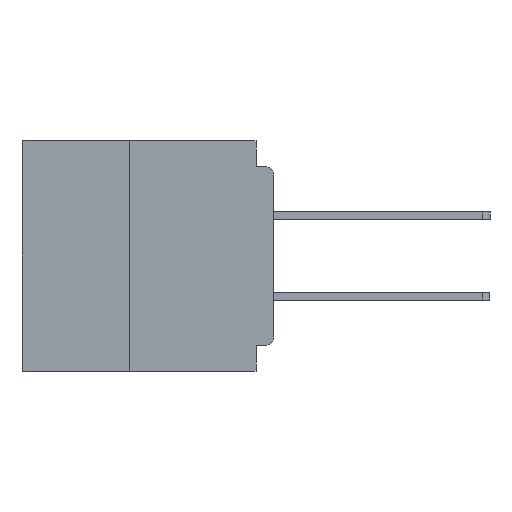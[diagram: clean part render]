
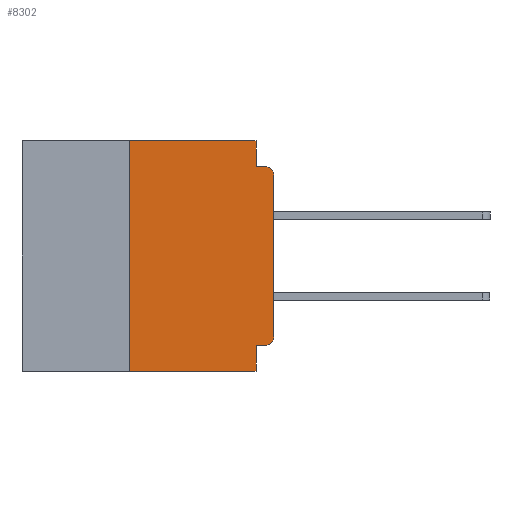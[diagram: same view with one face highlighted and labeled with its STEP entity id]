
A CAD part, left-side view. The second image highlights one B-rep face of the part: STEP entity #8302.
In plain terms, the highlighted planar face has unit normal (-1, 0, 0).
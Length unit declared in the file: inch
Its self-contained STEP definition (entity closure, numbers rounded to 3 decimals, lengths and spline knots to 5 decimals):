
#97 = EDGE_CURVE ( 'NONE', #17614, #46356, #39292, .T. ) ;
#174 = LINE ( 'NONE', #10193, #42885 ) ;
#314 = AXIS2_PLACEMENT_3D ( 'NONE', #21966, #50645, #26142 ) ;
#923 = LINE ( 'NONE', #5636, #43606 ) ;
#1562 = DIRECTION ( 'NONE',  ( 0., -1., 0. ) ) ;
#2938 = CARTESIAN_POINT ( 'NONE',  ( 0., 0.031, -0.355 ) ) ;
#3688 = ORIENTED_EDGE ( 'NONE', *, *, #48056, .F. ) ;
#4286 = LINE ( 'NONE', #11177, #13979 ) ;
#4531 = VERTEX_POINT ( 'NONE', #12763 ) ;
#4682 = VECTOR ( 'NONE', #1562, 39.37008 ) ;
#4976 = LINE ( 'NONE', #42369, #7520 ) ;
#5420 = ORIENTED_EDGE ( 'NONE', *, *, #51930, .T. ) ;
#5636 = CARTESIAN_POINT ( 'NONE',  ( 0., 0.25, -0.4 ) ) ;
#5728 = ORIENTED_EDGE ( 'NONE', *, *, #51392, .F. ) ;
#6493 = VERTEX_POINT ( 'NONE', #21106 ) ;
#6723 = VECTOR ( 'NONE', #17983, 39.37008 ) ;
#7088 = EDGE_CURVE ( 'NONE', #6493, #51605, #4286, .T. ) ;
#7449 = CARTESIAN_POINT ( 'NONE',  ( 0., 0.031, 0. ) ) ;
#7520 = VECTOR ( 'NONE', #17658, 39.37008 ) ;
#8302 = ADVANCED_FACE ( 'NONE', ( #20354 ), #31222, .F. ) ;
#9856 = LINE ( 'NONE', #16044, #40269 ) ;
#10193 = CARTESIAN_POINT ( 'NONE',  ( 0., 0., -0.355 ) ) ;
#10511 = CARTESIAN_POINT ( 'NONE',  ( 0., 0.437, 0. ) ) ;
#10856 = CARTESIAN_POINT ( 'NONE',  ( 0., 0.25, 0. ) ) ;
#11177 = CARTESIAN_POINT ( 'NONE',  ( 0., 0., -0.045 ) ) ;
#11518 = ORIENTED_EDGE ( 'NONE', *, *, #24280, .F. ) ;
#11898 = DIRECTION ( 'NONE',  ( 0., 0., -1. ) ) ;
#12368 = VERTEX_POINT ( 'NONE', #7449 ) ;
#12763 = CARTESIAN_POINT ( 'NONE',  ( 0., 0.031, -0.4 ) ) ;
#12826 = ORIENTED_EDGE ( 'NONE', *, *, #15245, .T. ) ;
#13025 = CARTESIAN_POINT ( 'NONE',  ( 0., 0.25, -0.4 ) ) ;
#13979 = VECTOR ( 'NONE', #27741, 39.37008 ) ;
#14241 = ORIENTED_EDGE ( 'NONE', *, *, #7088, .F. ) ;
#14687 = DIRECTION ( 'NONE',  ( 0., 0., -1. ) ) ;
#15245 = EDGE_CURVE ( 'NONE', #42335, #17614, #37968, .T. ) ;
#16044 = CARTESIAN_POINT ( 'NONE',  ( 0., 0.031, -0.4 ) ) ;
#17012 = CIRCLE ( 'NONE', #314, 0.015 ) ;
#17614 = VERTEX_POINT ( 'NONE', #20663 ) ;
#17658 = DIRECTION ( 'NONE',  ( 0., 0., -1. ) ) ;
#17983 = DIRECTION ( 'NONE',  ( 0., -1., 0. ) ) ;
#18051 = ORIENTED_EDGE ( 'NONE', *, *, #31941, .F. ) ;
#18056 = CARTESIAN_POINT ( 'NONE',  ( 0., 0., -0.06 ) ) ;
#18659 = DIRECTION ( 'NONE',  ( -1., 0., 0. ) ) ;
#18878 = DIRECTION ( 'NONE',  ( 0., 0., 1. ) ) ;
#20354 = FACE_OUTER_BOUND ( 'NONE', #20455, .T. ) ;
#20455 = EDGE_LOOP ( 'NONE', ( #52985, #5420, #14241, #18051, #43420, #3688, #51557, #11518, #5728, #12826 ) ) ;
#20663 = CARTESIAN_POINT ( 'NONE',  ( 0., 0., -0.34 ) ) ;
#21106 = CARTESIAN_POINT ( 'NONE',  ( 0., 0.031, -0.045 ) ) ;
#21966 = CARTESIAN_POINT ( 'NONE',  ( 0., 0.015, -0.06 ) ) ;
#23179 = VERTEX_POINT ( 'NONE', #10856 ) ;
#24280 = EDGE_CURVE ( 'NONE', #47096, #4531, #9856, .T. ) ;
#25765 = VERTEX_POINT ( 'NONE', #13025 ) ;
#26142 = DIRECTION ( 'NONE',  ( 0., 0., -1. ) ) ;
#26170 = CARTESIAN_POINT ( 'NONE',  ( 0., 0.437, -0.4 ) ) ;
#26930 = DIRECTION ( 'NONE',  ( 0., 1., 0. ) ) ;
#27741 = DIRECTION ( 'NONE',  ( 0., -1., 0. ) ) ;
#28373 = VECTOR ( 'NONE', #18878, 39.37008 ) ;
#28823 = LINE ( 'NONE', #26170, #6723 ) ;
#30589 = CARTESIAN_POINT ( 'NONE',  ( 0., 0.437, 0. ) ) ;
#31222 = PLANE ( 'NONE',  #33730 ) ;
#31941 = EDGE_CURVE ( 'NONE', #12368, #6493, #4976, .T. ) ;
#32855 = CARTESIAN_POINT ( 'NONE',  ( 0., 0., 0. ) ) ;
#33012 = CARTESIAN_POINT ( 'NONE',  ( 0., 0.015, -0.355 ) ) ;
#33730 = AXIS2_PLACEMENT_3D ( 'NONE', #10511, #39454, #14687 ) ;
#37721 = AXIS2_PLACEMENT_3D ( 'NONE', #43320, #18659, #47402 ) ;
#37968 = CIRCLE ( 'NONE', #37721, 0.015 ) ;
#39292 = LINE ( 'NONE', #32855, #28373 ) ;
#39327 = EDGE_CURVE ( 'NONE', #25765, #4531, #28823, .T. ) ;
#39454 = DIRECTION ( 'NONE',  ( 1., 0., 0. ) ) ;
#40269 = VECTOR ( 'NONE', #11898, 39.37008 ) ;
#40492 = EDGE_CURVE ( 'NONE', #23179, #12368, #47228, .T. ) ;
#42335 = VERTEX_POINT ( 'NONE', #33012 ) ;
#42369 = CARTESIAN_POINT ( 'NONE',  ( 0., 0.031, 0. ) ) ;
#42829 = DIRECTION ( 'NONE',  ( 0., 0., 1. ) ) ;
#42885 = VECTOR ( 'NONE', #26930, 39.37008 ) ;
#43320 = CARTESIAN_POINT ( 'NONE',  ( 0., 0.015, -0.34 ) ) ;
#43420 = ORIENTED_EDGE ( 'NONE', *, *, #40492, .F. ) ;
#43606 = VECTOR ( 'NONE', #42829, 39.37008 ) ;
#46356 = VERTEX_POINT ( 'NONE', #18056 ) ;
#47096 = VERTEX_POINT ( 'NONE', #2938 ) ;
#47228 = LINE ( 'NONE', #30589, #4682 ) ;
#47402 = DIRECTION ( 'NONE',  ( 0., 0., -1. ) ) ;
#48056 = EDGE_CURVE ( 'NONE', #25765, #23179, #923, .T. ) ;
#48723 = CARTESIAN_POINT ( 'NONE',  ( 0., 0.015, -0.045 ) ) ;
#50645 = DIRECTION ( 'NONE',  ( -1., 0., 0. ) ) ;
#51392 = EDGE_CURVE ( 'NONE', #42335, #47096, #174, .T. ) ;
#51557 = ORIENTED_EDGE ( 'NONE', *, *, #39327, .T. ) ;
#51605 = VERTEX_POINT ( 'NONE', #48723 ) ;
#51930 = EDGE_CURVE ( 'NONE', #46356, #51605, #17012, .T. ) ;
#52985 = ORIENTED_EDGE ( 'NONE', *, *, #97, .T. ) ;
